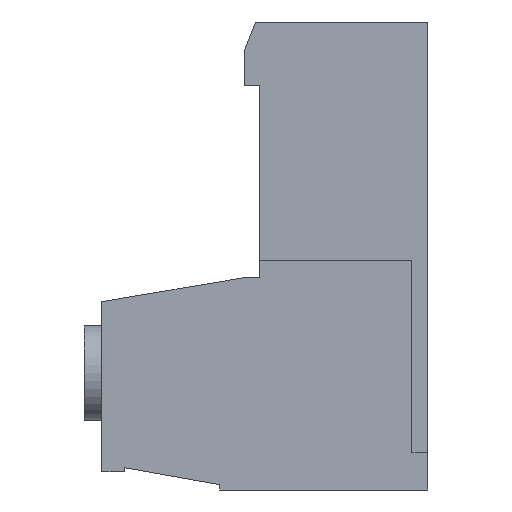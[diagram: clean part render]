
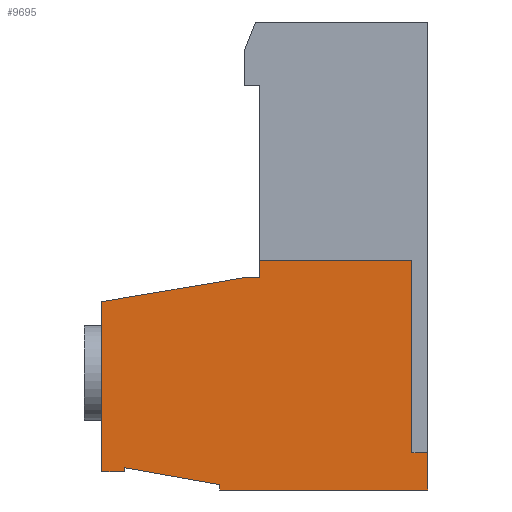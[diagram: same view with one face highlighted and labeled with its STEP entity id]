
A CAD part, left-side view. The second image highlights one B-rep face of the part: STEP entity #9695.
In plain terms, the highlighted planar face has unit normal (-1, 0, 0).
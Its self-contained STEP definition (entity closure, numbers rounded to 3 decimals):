
#330 = CARTESIAN_POINT ( 'NONE',  ( 0., 0.75, -11.2 ) ) ;
#356 = ORIENTED_EDGE ( 'NONE', *, *, #6200, .F. ) ;
#479 = VECTOR ( 'NONE', #6550, 1000. ) ;
#779 = EDGE_CURVE ( 'NONE', #7663, #2302, #2422, .T. ) ;
#919 = VERTEX_POINT ( 'NONE', #3264 ) ;
#1813 = LINE ( 'NONE', #11855, #8807 ) ;
#1929 = DIRECTION ( 'NONE',  ( 0., 0., -1. ) ) ;
#2079 = EDGE_CURVE ( 'NONE', #9971, #6286, #2186, .T. ) ;
#2186 = LINE ( 'NONE', #8229, #5496 ) ;
#2279 = VECTOR ( 'NONE', #6563, 1000. ) ;
#2302 = VERTEX_POINT ( 'NONE', #4274 ) ;
#2330 = VECTOR ( 'NONE', #5354, 1000. ) ;
#2422 = LINE ( 'NONE', #6459, #2279 ) ;
#2766 = LINE ( 'NONE', #11264, #9760 ) ;
#2815 = CARTESIAN_POINT ( 'NONE',  ( 0., 0.75, -20.25 ) ) ;
#3259 = VECTOR ( 'NONE', #9098, 1000. ) ;
#3264 = CARTESIAN_POINT ( 'NONE',  ( 0., 8.53, -12. ) ) ;
#3363 = DIRECTION ( 'NONE',  ( 0., -1., 0. ) ) ;
#3431 = ORIENTED_EDGE ( 'NONE', *, *, #17967, .F. ) ;
#3616 = DIRECTION ( 'NONE',  ( 0., 0., 1. ) ) ;
#3939 = CARTESIAN_POINT ( 'NONE',  ( 0., 0., 0. ) ) ;
#3979 = EDGE_CURVE ( 'NONE', #6286, #14028, #2766, .T. ) ;
#4053 = VECTOR ( 'NONE', #3363, 1000. ) ;
#4078 = VERTEX_POINT ( 'NONE', #5605 ) ;
#4274 = CARTESIAN_POINT ( 'NONE',  ( 0., 15.33, -21.15 ) ) ;
#4658 = CARTESIAN_POINT ( 'NONE',  ( 0., 14.25, -20.95 ) ) ;
#4875 = ORIENTED_EDGE ( 'NONE', *, *, #5162, .F. ) ;
#5006 = ORIENTED_EDGE ( 'NONE', *, *, #779, .F. ) ;
#5052 = CARTESIAN_POINT ( 'NONE',  ( 0., 7.9, -12. ) ) ;
#5131 = CARTESIAN_POINT ( 'NONE',  ( 0., 14.25, -20.95 ) ) ;
#5155 = VECTOR ( 'NONE', #6716, 1000. ) ;
#5162 = EDGE_CURVE ( 'NONE', #9713, #15709, #15474, .T. ) ;
#5296 = CARTESIAN_POINT ( 'NONE',  ( 0., 9.77, -21.75 ) ) ;
#5354 = DIRECTION ( 'NONE',  ( 0., 0., -1. ) ) ;
#5403 = ORIENTED_EDGE ( 'NONE', *, *, #6449, .F. ) ;
#5496 = VECTOR ( 'NONE', #8465, 1000. ) ;
#5605 = CARTESIAN_POINT ( 'NONE',  ( 0., 0., -20.25 ) ) ;
#5631 = ORIENTED_EDGE ( 'NONE', *, *, #17726, .F. ) ;
#5656 = EDGE_LOOP ( 'NONE', ( #11099, #4875, #11322, #11716, #5403, #5006, #3431, #12026, #7085, #5717, #16048, #356, #5631 ) ) ;
#5673 = LINE ( 'NONE', #7664, #8911 ) ;
#5717 = ORIENTED_EDGE ( 'NONE', *, *, #2079, .F. ) ;
#5727 = CARTESIAN_POINT ( 'NONE',  ( 0., 14.25, -21.15 ) ) ;
#6014 = VERTEX_POINT ( 'NONE', #15132 ) ;
#6200 = EDGE_CURVE ( 'NONE', #10668, #4078, #9034, .T. ) ;
#6233 = LINE ( 'NONE', #330, #11876 ) ;
#6286 = VERTEX_POINT ( 'NONE', #8639 ) ;
#6449 = EDGE_CURVE ( 'NONE', #2302, #6014, #1813, .T. ) ;
#6459 = CARTESIAN_POINT ( 'NONE',  ( 0., 14.25, -21.15 ) ) ;
#6550 = DIRECTION ( 'NONE',  ( 0., 0., -1. ) ) ;
#6563 = DIRECTION ( 'NONE',  ( 0., 1., 0. ) ) ;
#6693 = AXIS2_PLACEMENT_3D ( 'NONE', #8893, #10285, #1929 ) ;
#6716 = DIRECTION ( 'NONE',  ( 0., 0.984, 0.176 ) ) ;
#6848 = CARTESIAN_POINT ( 'NONE',  ( 0., 0., -22. ) ) ;
#7085 = ORIENTED_EDGE ( 'NONE', *, *, #3979, .F. ) ;
#7144 = CARTESIAN_POINT ( 'NONE',  ( 0., 0.75, -20.25 ) ) ;
#7446 = LINE ( 'NONE', #10493, #3259 ) ;
#7562 = CARTESIAN_POINT ( 'NONE',  ( 0., 7.9, -12. ) ) ;
#7565 = VERTEX_POINT ( 'NONE', #10927 ) ;
#7663 = VERTEX_POINT ( 'NONE', #5727 ) ;
#7664 = CARTESIAN_POINT ( 'NONE',  ( 0., 15.33, -13.15 ) ) ;
#7939 = LINE ( 'NONE', #5131, #479 ) ;
#7945 = EDGE_CURVE ( 'NONE', #15709, #7565, #7446, .T. ) ;
#8229 = CARTESIAN_POINT ( 'NONE',  ( 0., 0., -22. ) ) ;
#8367 = CARTESIAN_POINT ( 'NONE',  ( 0., 7.9, -11.2 ) ) ;
#8456 = DIRECTION ( 'NONE',  ( 0., -1., 0. ) ) ;
#8465 = DIRECTION ( 'NONE',  ( 0., 1., 0. ) ) ;
#8639 = CARTESIAN_POINT ( 'NONE',  ( 0., 9.77, -22. ) ) ;
#8807 = VECTOR ( 'NONE', #13292, 1000. ) ;
#8893 = CARTESIAN_POINT ( 'NONE',  ( 0., 0., 0. ) ) ;
#8911 = VECTOR ( 'NONE', #9063, 1000. ) ;
#9034 = LINE ( 'NONE', #7144, #13681 ) ;
#9063 = DIRECTION ( 'NONE',  ( 0., -0.986, 0.167 ) ) ;
#9098 = DIRECTION ( 'NONE',  ( 0., -1., 0. ) ) ;
#9695 = ADVANCED_FACE ( 'NONE', ( #11707 ), #17236, .F. ) ;
#9713 = VERTEX_POINT ( 'NONE', #7562 ) ;
#9759 = LINE ( 'NONE', #3939, #2330 ) ;
#9760 = VECTOR ( 'NONE', #10328, 1000. ) ;
#9971 = VERTEX_POINT ( 'NONE', #6848 ) ;
#10285 = DIRECTION ( 'NONE',  ( 1., 0., 0. ) ) ;
#10328 = DIRECTION ( 'NONE',  ( 0., 0., 1. ) ) ;
#10493 = CARTESIAN_POINT ( 'NONE',  ( 0., 7.9, -11.2 ) ) ;
#10499 = EDGE_CURVE ( 'NONE', #14028, #15911, #12565, .T. ) ;
#10668 = VERTEX_POINT ( 'NONE', #2815 ) ;
#10927 = CARTESIAN_POINT ( 'NONE',  ( 0., 0.75, -11.2 ) ) ;
#11099 = ORIENTED_EDGE ( 'NONE', *, *, #7945, .F. ) ;
#11249 = VECTOR ( 'NONE', #3616, 1000. ) ;
#11264 = CARTESIAN_POINT ( 'NONE',  ( 0., 9.77, -22. ) ) ;
#11322 = ORIENTED_EDGE ( 'NONE', *, *, #16732, .F. ) ;
#11707 = FACE_OUTER_BOUND ( 'NONE', #5656, .T. ) ;
#11716 = ORIENTED_EDGE ( 'NONE', *, *, #14905, .F. ) ;
#11855 = CARTESIAN_POINT ( 'NONE',  ( 0., 15.33, -21.15 ) ) ;
#11876 = VECTOR ( 'NONE', #12940, 1000. ) ;
#11888 = LINE ( 'NONE', #14536, #4053 ) ;
#12026 = ORIENTED_EDGE ( 'NONE', *, *, #10499, .F. ) ;
#12565 = LINE ( 'NONE', #5296, #5155 ) ;
#12940 = DIRECTION ( 'NONE',  ( 0., 0., -1. ) ) ;
#13292 = DIRECTION ( 'NONE',  ( 0., 0., 1. ) ) ;
#13681 = VECTOR ( 'NONE', #8456, 1000. ) ;
#14028 = VERTEX_POINT ( 'NONE', #16747 ) ;
#14536 = CARTESIAN_POINT ( 'NONE',  ( 0., 8.53, -12. ) ) ;
#14905 = EDGE_CURVE ( 'NONE', #6014, #919, #5673, .T. ) ;
#15132 = CARTESIAN_POINT ( 'NONE',  ( 0., 15.33, -13.15 ) ) ;
#15474 = LINE ( 'NONE', #5052, #11249 ) ;
#15581 = EDGE_CURVE ( 'NONE', #4078, #9971, #9759, .T. ) ;
#15709 = VERTEX_POINT ( 'NONE', #8367 ) ;
#15911 = VERTEX_POINT ( 'NONE', #4658 ) ;
#16048 = ORIENTED_EDGE ( 'NONE', *, *, #15581, .F. ) ;
#16732 = EDGE_CURVE ( 'NONE', #919, #9713, #11888, .T. ) ;
#16747 = CARTESIAN_POINT ( 'NONE',  ( 0., 9.77, -21.75 ) ) ;
#17236 = PLANE ( 'NONE',  #6693 ) ;
#17726 = EDGE_CURVE ( 'NONE', #7565, #10668, #6233, .T. ) ;
#17967 = EDGE_CURVE ( 'NONE', #15911, #7663, #7939, .T. ) ;
